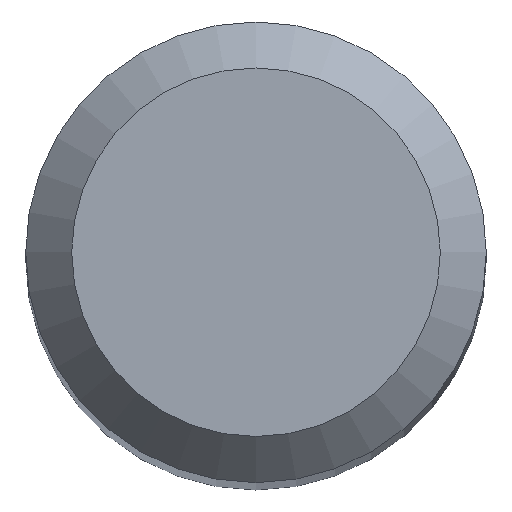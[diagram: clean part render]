
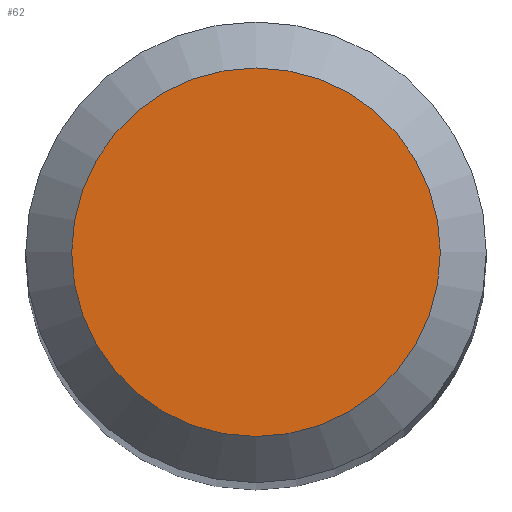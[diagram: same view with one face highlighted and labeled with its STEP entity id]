
A CAD part, top view. The second image highlights one B-rep face of the part: STEP entity #62.
In plain terms, the highlighted planar face has unit normal (0, 0, 1).
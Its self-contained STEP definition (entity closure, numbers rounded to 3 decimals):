
#20 = CIRCLE ( 'NONE', #100, 1.2 ) ;
#23 = PLANE ( 'NONE',  #122 ) ;
#52 = EDGE_LOOP ( 'NONE', ( #85 ) ) ;
#62 = ADVANCED_FACE ( 'NONE', ( #182 ), #23, .F. ) ;
#65 = VERTEX_POINT ( 'NONE', #135 ) ;
#85 = ORIENTED_EDGE ( 'NONE', *, *, #101, .F. ) ;
#91 = DIRECTION ( 'NONE',  ( 0., 0., -1. ) ) ;
#100 = AXIS2_PLACEMENT_3D ( 'NONE', #149, #91, #115 ) ;
#101 = EDGE_CURVE ( 'NONE', #65, #65, #20, .T. ) ;
#109 = DIRECTION ( 'NONE',  ( 0., 1., 0. ) ) ;
#115 = DIRECTION ( 'NONE',  ( 0., 1., 0. ) ) ;
#118 = DIRECTION ( 'NONE',  ( 0., 0., -1. ) ) ;
#122 = AXIS2_PLACEMENT_3D ( 'NONE', #129, #118, #109 ) ;
#129 = CARTESIAN_POINT ( 'NONE',  ( 0., 0., 38. ) ) ;
#135 = CARTESIAN_POINT ( 'NONE',  ( 0., 1.2, 38. ) ) ;
#149 = CARTESIAN_POINT ( 'NONE',  ( 0., 0., 38. ) ) ;
#182 = FACE_OUTER_BOUND ( 'NONE', #52, .T. ) ;
